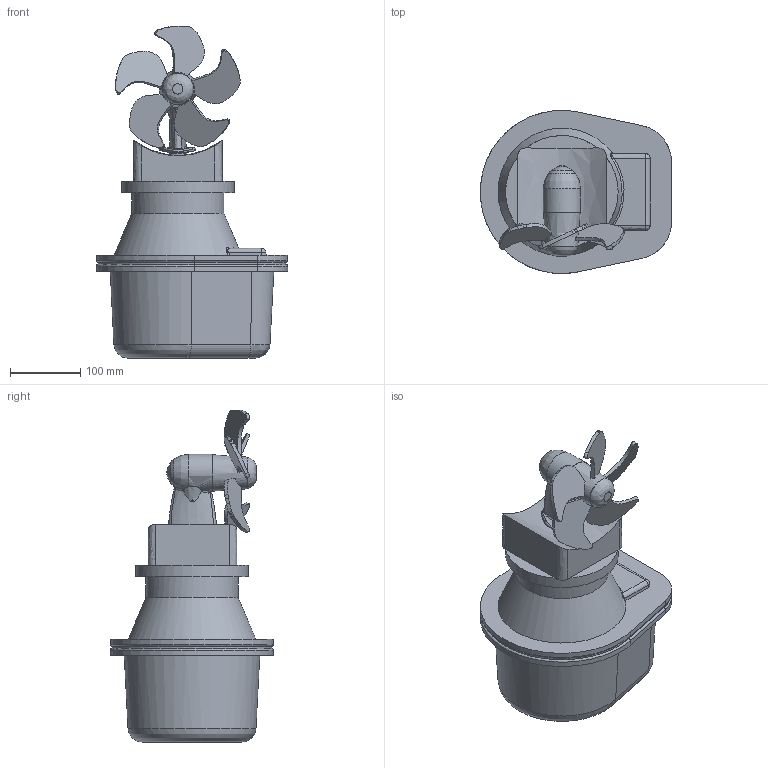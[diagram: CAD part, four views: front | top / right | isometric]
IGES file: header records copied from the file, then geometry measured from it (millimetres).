
Global section: file name: SE60_185S IP; native system: Autodesk Inventor 2016; preprocessor: unknown; author: Elvira H.; date: 20160322.083821; units: millimetre
Bounding box: 271.74 x 231.7 x 472.08 mm (x, y, z)
Volume: 8487291.4 mm3; surface area: 377488.1 mm2
Topology: 2 solids, 2 shells, 486 faces, 1212 edges, 748 vertices
Faces by surface type: bspline 486
